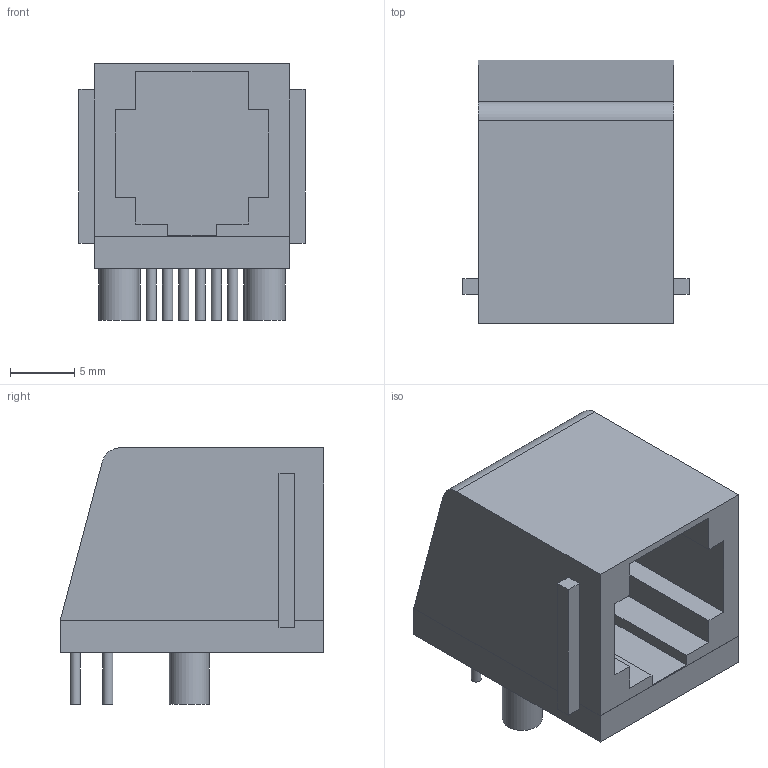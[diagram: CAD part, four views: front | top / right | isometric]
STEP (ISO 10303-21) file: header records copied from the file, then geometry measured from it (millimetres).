
FILE_DESCRIPTION(('FreeCAD Model'),'2;1');
FILE_NAME('MEBP8-8S.stp', '2020-11-27T19:49:10',('Author'),(''), 'Open CASCADE STEP processor 7.3','FreeCAD','Unknown');
FILE_SCHEMA(('AUTOMOTIVE_DESIGN { 1 0 10303 214 1 1 1 1 }'));
Length unit declared in the file: millimetre
Products named in the file (1): Fillet
Bounding box: 17.64 x 20.57 x 20 mm (x, y, z)
Volume: 3199.3 mm3; surface area: 2488.6 mm2
Topology: 1 solids, 1 shells, 67 faces, 150 edges, 96 vertices
Faces by surface type: plane 56, cylinder 11
Full cylindrical faces by diameter (mm): 0.8 x8, 3.1 x2
Entity records: 2312 total; most frequent: CARTESIAN_POINT 314, DIRECTION 308, ORIENTED_EDGE 300, EDGE_CURVE 150, LINE 128, VECTOR 128, VERTEX_POINT 96, AXIS2_PLACEMENT_3D 90
